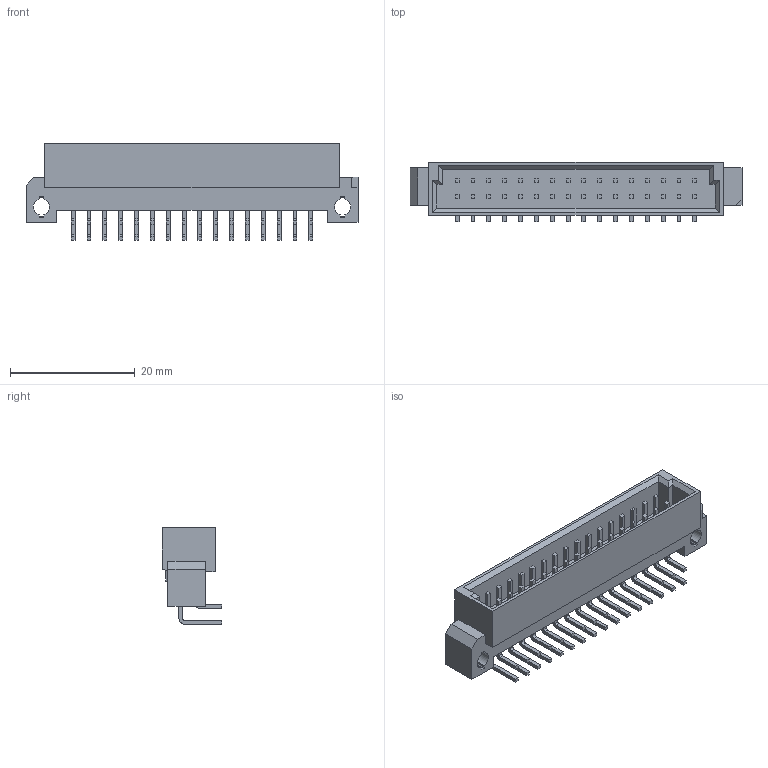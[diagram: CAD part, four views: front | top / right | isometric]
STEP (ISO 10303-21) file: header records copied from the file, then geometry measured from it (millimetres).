
FILE_DESCRIPTION((''),'2;1');
FILE_NAME('C-5536053-5','2012-02-24T',('workeradm'),('Tyco Electronics Ltd.'),'PRO/ENGINEER BY PARAMETRIC TECHNOLOGY CORPORATION, 2010430','PRO/ENGINEER BY PARAMETRIC TECHNOLOGY CORPORATION, 2010430','');
FILE_SCHEMA(('AUTOMOTIVE_DESIGN { 1 0 10303 214 1 1 1 1 }'));
Length unit declared in the file: millimetre
Products named in the file (1): C-5536053-5
Bounding box: 53.21 x 9.56 x 15.48 mm (x, y, z)
Volume: 2387.7 mm3; surface area: 3948.9 mm2
Topology: 1 solids, 1 shells, 659 faces, 1747 edges, 1162 vertices
Faces by surface type: plane 583, cylinder 76
Entity records: 20396 total; most frequent: CARTESIAN_POINT 3570, ORIENTED_EDGE 3494, DIRECTION 3217, EDGE_CURVE 1747, VECTOR 1595, LINE 1595, VERTEX_POINT 1162, AXIS2_PLACEMENT_3D 811
